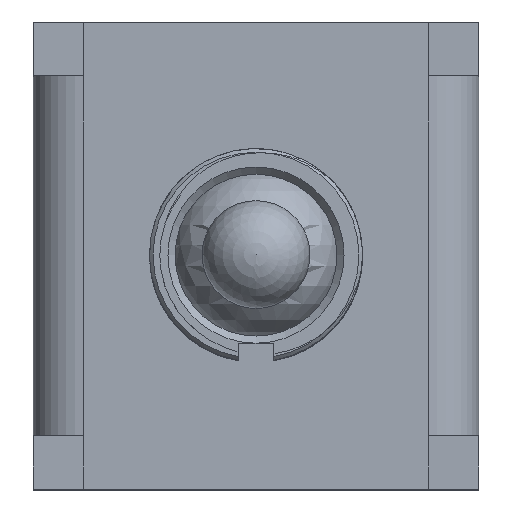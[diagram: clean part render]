
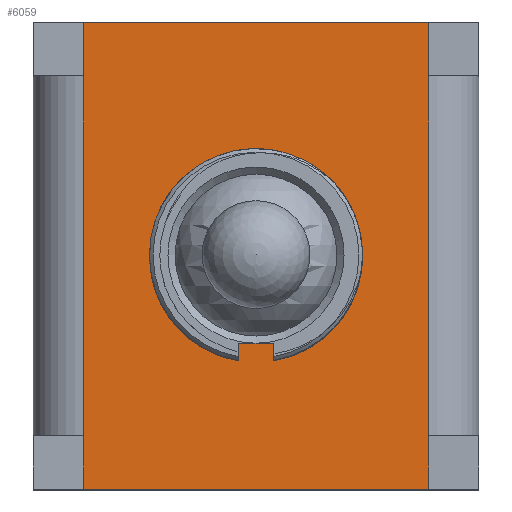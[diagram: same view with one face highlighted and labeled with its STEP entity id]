
A CAD part, top view. The second image highlights one B-rep face of the part: STEP entity #6059.
In plain terms, the highlighted planar face has unit normal (0, 0, 1).
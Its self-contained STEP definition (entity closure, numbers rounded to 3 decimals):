
#43=FACE_BOUND('',#952,.T.);
#387=PLANE('',#6411);
#611=FACE_OUTER_BOUND('',#951,.T.);
#951=EDGE_LOOP('',(#4471,#4472,#4473,#4474,#4475,#4476,#4477,#4478));
#952=EDGE_LOOP('',(#4479,#4480,#4481,#4482));
#1269=LINE('',#8405,#1862);
#1308=LINE('',#8742,#1901);
#1346=LINE('',#9082,#1939);
#1347=LINE('',#10650,#1940);
#1348=LINE('',#10652,#1941);
#1349=LINE('',#10654,#1942);
#1350=LINE('',#10656,#1943);
#1351=LINE('',#10658,#1944);
#1352=LINE('',#10660,#1945);
#1353=LINE('',#10662,#1946);
#1354=LINE('',#10663,#1947);
#1862=VECTOR('',#6870,10.);
#1901=VECTOR('',#6911,10.);
#1939=VECTOR('',#6951,10.);
#1940=VECTOR('',#7002,10.);
#1941=VECTOR('',#7003,10.);
#1942=VECTOR('',#7004,10.);
#1943=VECTOR('',#7005,10.);
#1944=VECTOR('',#7006,10.);
#1945=VECTOR('',#7007,10.);
#1946=VECTOR('',#7008,10.);
#1947=VECTOR('',#7009,10.);
#2456=CIRCLE('',#6412,2.964);
#2611=VERTEX_POINT('',#8402);
#2612=VERTEX_POINT('',#8404);
#2684=VERTEX_POINT('',#8740);
#2757=VERTEX_POINT('',#9080);
#2765=VERTEX_POINT('',#10648);
#2766=VERTEX_POINT('',#10649);
#2767=VERTEX_POINT('',#10651);
#2768=VERTEX_POINT('',#10653);
#2769=VERTEX_POINT('',#10655);
#2770=VERTEX_POINT('',#10657);
#2771=VERTEX_POINT('',#10659);
#2772=VERTEX_POINT('',#10661);
#3228=EDGE_CURVE('',#2611,#2612,#1269,.T.);
#3302=EDGE_CURVE('',#2684,#2611,#1308,.T.);
#3376=EDGE_CURVE('',#2757,#2684,#1346,.T.);
#3439=EDGE_CURVE('',#2765,#2766,#1347,.T.);
#3440=EDGE_CURVE('',#2767,#2766,#1348,.T.);
#3441=EDGE_CURVE('',#2767,#2768,#1349,.T.);
#3442=EDGE_CURVE('',#2769,#2768,#1350,.T.);
#3443=EDGE_CURVE('',#2769,#2770,#1351,.T.);
#3444=EDGE_CURVE('',#2771,#2770,#1352,.T.);
#3445=EDGE_CURVE('',#2771,#2772,#1353,.T.);
#3446=EDGE_CURVE('',#2765,#2772,#1354,.T.);
#3447=EDGE_CURVE('',#2757,#2612,#2456,.T.);
#4471=ORIENTED_EDGE('',*,*,#3439,.T.);
#4472=ORIENTED_EDGE('',*,*,#3440,.F.);
#4473=ORIENTED_EDGE('',*,*,#3441,.T.);
#4474=ORIENTED_EDGE('',*,*,#3442,.F.);
#4475=ORIENTED_EDGE('',*,*,#3443,.T.);
#4476=ORIENTED_EDGE('',*,*,#3444,.F.);
#4477=ORIENTED_EDGE('',*,*,#3445,.T.);
#4478=ORIENTED_EDGE('',*,*,#3446,.F.);
#4479=ORIENTED_EDGE('',*,*,#3447,.T.);
#4480=ORIENTED_EDGE('',*,*,#3228,.F.);
#4481=ORIENTED_EDGE('',*,*,#3302,.F.);
#4482=ORIENTED_EDGE('',*,*,#3376,.F.);
#6059=ADVANCED_FACE('',(#611,#43),#387,.T.);
#6411=AXIS2_PLACEMENT_3D('',#10647,#7000,#7001);
#6412=AXIS2_PLACEMENT_3D('',#10664,#7010,#7011);
#6870=DIRECTION('',(0.,-1.,0.));
#6911=DIRECTION('',(1.,0.,0.));
#6951=DIRECTION('',(0.,1.,0.));
#7000=DIRECTION('center_axis',(0.,0.,1.));
#7001=DIRECTION('ref_axis',(0.,1.,0.));
#7002=DIRECTION('',(0.,1.,0.));
#7003=DIRECTION('',(0.,-1.,0.));
#7004=DIRECTION('',(-1.,0.,0.));
#7005=DIRECTION('',(0.,1.,0.));
#7006=DIRECTION('',(0.,-1.,0.));
#7007=DIRECTION('',(0.,1.,0.));
#7008=DIRECTION('',(1.,0.,0.));
#7009=DIRECTION('',(0.,-1.,0.));
#7010=DIRECTION('center_axis',(0.,0.,-1.));
#7011=DIRECTION('ref_axis',(1.,0.,0.));
#8402=CARTESIAN_POINT('',(0.5,-2.45,10.));
#8404=CARTESIAN_POINT('',(0.5,-2.921,10.));
#8405=CARTESIAN_POINT('',(0.5,-2.85,10.));
#8740=CARTESIAN_POINT('',(-0.5,-2.45,10.));
#8742=CARTESIAN_POINT('',(0.,-2.45,10.));
#9080=CARTESIAN_POINT('',(-0.5,-2.921,10.));
#9082=CARTESIAN_POINT('',(-0.5,-2.85,10.));
#10647=CARTESIAN_POINT('Origin',(0.,0.,
10.));
#10648=CARTESIAN_POINT('',(4.8,-5.,10.));
#10649=CARTESIAN_POINT('',(4.8,5.,10.));
#10650=CARTESIAN_POINT('',(4.8,2.5,10.));
#10651=CARTESIAN_POINT('',(4.8,6.5,10.));
#10652=CARTESIAN_POINT('',(4.8,2.875,10.));
#10653=CARTESIAN_POINT('',(-4.8,6.5,10.));
#10654=CARTESIAN_POINT('',(0.,6.5,10.));
#10655=CARTESIAN_POINT('',(-4.8,5.,10.));
#10656=CARTESIAN_POINT('',(-4.8,2.875,10.));
#10657=CARTESIAN_POINT('',(-4.8,-5.,10.));
#10658=CARTESIAN_POINT('',(-4.8,-2.5,10.));
#10659=CARTESIAN_POINT('',(-4.8,-6.5,10.));
#10660=CARTESIAN_POINT('',(-4.8,-2.875,10.));
#10661=CARTESIAN_POINT('',(4.8,-6.5,10.));
#10662=CARTESIAN_POINT('',(0.,-6.5,10.));
#10663=CARTESIAN_POINT('',(4.8,-2.875,10.));
#10664=CARTESIAN_POINT('Origin',(0.,0.,
10.));
